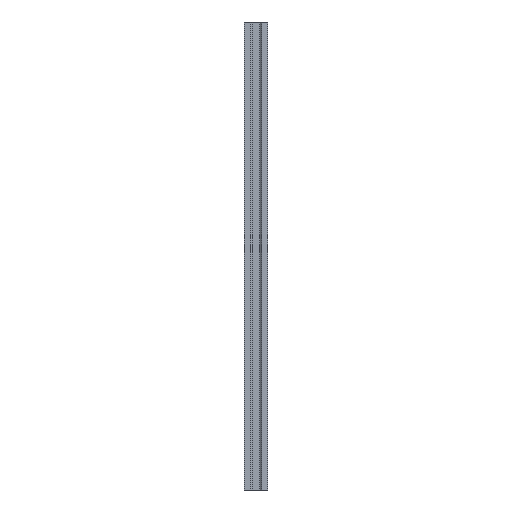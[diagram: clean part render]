
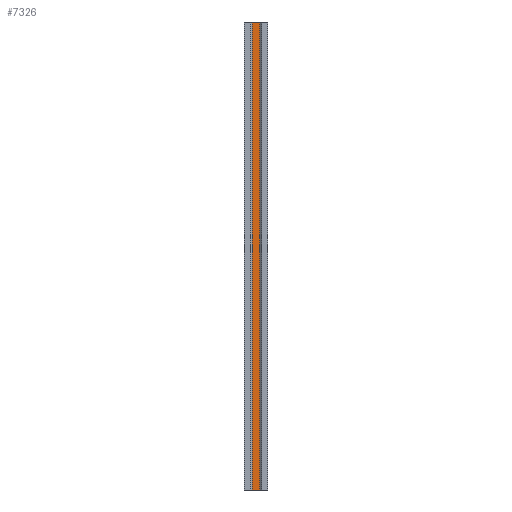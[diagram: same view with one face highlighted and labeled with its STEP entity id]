
A CAD part, left-side view. The second image highlights one B-rep face of the part: STEP entity #7326.
In plain terms, the highlighted planar face has unit normal (-1, 0, 0).
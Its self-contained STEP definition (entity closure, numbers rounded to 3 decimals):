
#44 = PLANE('',#45);
#45 = AXIS2_PLACEMENT_3D('',#46,#47,#48);
#46 = CARTESIAN_POINT('',(0.,0.,0.));
#47 = DIRECTION('',(0.,0.,1.));
#48 = DIRECTION('',(1.,0.,0.));
#288 = PLANE('',#289);
#289 = AXIS2_PLACEMENT_3D('',#290,#291,#292);
#290 = CARTESIAN_POINT('',(0.,0.,400.)
  );
#291 = DIRECTION('',(0.,0.,1.));
#292 = DIRECTION('',(1.,0.,0.));
#1736 = VERTEX_POINT('',#1737);
#1737 = CARTESIAN_POINT('',(-14.,3.,0.));
#1751 = PLANE('',#1752);
#1752 = AXIS2_PLACEMENT_3D('',#1753,#1754,#1755);
#1753 = CARTESIAN_POINT('',(-16.1,5.1,0.));
#1754 = DIRECTION('',(0.707,0.707,0.));
#1755 = DIRECTION('',(0.707,-0.707,0.));
#1763 = EDGE_CURVE('',#1736,#1764,#1766,.T.);
#1764 = VERTEX_POINT('',#1765);
#1765 = CARTESIAN_POINT('',(-14.,-3.,0.));
#1766 = SURFACE_CURVE('',#1767,(#1771,#1778),.PCURVE_S1.);
#1767 = LINE('',#1768,#1769);
#1768 = CARTESIAN_POINT('',(-14.,3.,0.));
#1769 = VECTOR('',#1770,1.);
#1770 = DIRECTION('',(0.,-1.,0.));
#1771 = PCURVE('',#44,#1772);
#1772 = DEFINITIONAL_REPRESENTATION('',(#1773),#1777);
#1773 = LINE('',#1774,#1775);
#1774 = CARTESIAN_POINT('',(-14.,3.));
#1775 = VECTOR('',#1776,1.);
#1776 = DIRECTION('',(0.,-1.));
#1777 = ( GEOMETRIC_REPRESENTATION_CONTEXT(2) 
PARAMETRIC_REPRESENTATION_CONTEXT() REPRESENTATION_CONTEXT('2D SPACE',''
  ) );
#1778 = PCURVE('',#1779,#1784);
#1779 = PLANE('',#1780);
#1780 = AXIS2_PLACEMENT_3D('',#1781,#1782,#1783);
#1781 = CARTESIAN_POINT('',(-14.,3.,0.));
#1782 = DIRECTION('',(1.,0.,0.));
#1783 = DIRECTION('',(0.,-1.,0.));
#1784 = DEFINITIONAL_REPRESENTATION('',(#1785),#1789);
#1785 = LINE('',#1786,#1787);
#1786 = CARTESIAN_POINT('',(0.,0.));
#1787 = VECTOR('',#1788,1.);
#1788 = DIRECTION('',(1.,0.));
#1789 = ( GEOMETRIC_REPRESENTATION_CONTEXT(2) 
PARAMETRIC_REPRESENTATION_CONTEXT() REPRESENTATION_CONTEXT('2D SPACE',''
  ) );
#1807 = PLANE('',#1808);
#1808 = AXIS2_PLACEMENT_3D('',#1809,#1810,#1811);
#1809 = CARTESIAN_POINT('',(-14.,-3.,0.));
#1810 = DIRECTION('',(0.707,-0.707,0.));
#1811 = DIRECTION('',(-0.707,-0.707,0.));
#3940 = VERTEX_POINT('',#3941);
#3941 = CARTESIAN_POINT('',(-14.,3.,400.));
#3962 = EDGE_CURVE('',#3940,#3963,#3965,.T.);
#3963 = VERTEX_POINT('',#3964);
#3964 = CARTESIAN_POINT('',(-14.,-3.,400.));
#3965 = SURFACE_CURVE('',#3966,(#3970,#3977),.PCURVE_S1.);
#3966 = LINE('',#3967,#3968);
#3967 = CARTESIAN_POINT('',(-14.,3.,400.));
#3968 = VECTOR('',#3969,1.);
#3969 = DIRECTION('',(0.,-1.,0.));
#3970 = PCURVE('',#288,#3971);
#3971 = DEFINITIONAL_REPRESENTATION('',(#3972),#3976);
#3972 = LINE('',#3973,#3974);
#3973 = CARTESIAN_POINT('',(-14.,3.));
#3974 = VECTOR('',#3975,1.);
#3975 = DIRECTION('',(0.,-1.));
#3976 = ( GEOMETRIC_REPRESENTATION_CONTEXT(2) 
PARAMETRIC_REPRESENTATION_CONTEXT() REPRESENTATION_CONTEXT('2D SPACE',''
  ) );
#3977 = PCURVE('',#1779,#3978);
#3978 = DEFINITIONAL_REPRESENTATION('',(#3979),#3983);
#3979 = LINE('',#3980,#3981);
#3980 = CARTESIAN_POINT('',(0.,-400.));
#3981 = VECTOR('',#3982,1.);
#3982 = DIRECTION('',(1.,0.));
#3983 = ( GEOMETRIC_REPRESENTATION_CONTEXT(2) 
PARAMETRIC_REPRESENTATION_CONTEXT() REPRESENTATION_CONTEXT('2D SPACE',''
  ) );
#7305 = EDGE_CURVE('',#1736,#3940,#7306,.T.);
#7306 = SURFACE_CURVE('',#7307,(#7311,#7318),.PCURVE_S1.);
#7307 = LINE('',#7308,#7309);
#7308 = CARTESIAN_POINT('',(-14.,3.,0.));
#7309 = VECTOR('',#7310,1.);
#7310 = DIRECTION('',(0.,0.,1.));
#7311 = PCURVE('',#1751,#7312);
#7312 = DEFINITIONAL_REPRESENTATION('',(#7313),#7317);
#7313 = LINE('',#7314,#7315);
#7314 = CARTESIAN_POINT('',(2.97,0.));
#7315 = VECTOR('',#7316,1.);
#7316 = DIRECTION('',(0.,-1.));
#7317 = ( GEOMETRIC_REPRESENTATION_CONTEXT(2) 
PARAMETRIC_REPRESENTATION_CONTEXT() REPRESENTATION_CONTEXT('2D SPACE',''
  ) );
#7318 = PCURVE('',#1779,#7319);
#7319 = DEFINITIONAL_REPRESENTATION('',(#7320),#7324);
#7320 = LINE('',#7321,#7322);
#7321 = CARTESIAN_POINT('',(0.,0.));
#7322 = VECTOR('',#7323,1.);
#7323 = DIRECTION('',(0.,-1.));
#7324 = ( GEOMETRIC_REPRESENTATION_CONTEXT(2) 
PARAMETRIC_REPRESENTATION_CONTEXT() REPRESENTATION_CONTEXT('2D SPACE',''
  ) );
#7326 = ADVANCED_FACE('',(#7327),#1779,.F.);
#7327 = FACE_BOUND('',#7328,.F.);
#7328 = EDGE_LOOP('',(#7329,#7330,#7331,#7352));
#7329 = ORIENTED_EDGE('',*,*,#7305,.T.);
#7330 = ORIENTED_EDGE('',*,*,#3962,.T.);
#7331 = ORIENTED_EDGE('',*,*,#7332,.F.);
#7332 = EDGE_CURVE('',#1764,#3963,#7333,.T.);
#7333 = SURFACE_CURVE('',#7334,(#7338,#7345),.PCURVE_S1.);
#7334 = LINE('',#7335,#7336);
#7335 = CARTESIAN_POINT('',(-14.,-3.,0.));
#7336 = VECTOR('',#7337,1.);
#7337 = DIRECTION('',(0.,0.,1.));
#7338 = PCURVE('',#1779,#7339);
#7339 = DEFINITIONAL_REPRESENTATION('',(#7340),#7344);
#7340 = LINE('',#7341,#7342);
#7341 = CARTESIAN_POINT('',(6.,0.));
#7342 = VECTOR('',#7343,1.);
#7343 = DIRECTION('',(0.,-1.));
#7344 = ( GEOMETRIC_REPRESENTATION_CONTEXT(2) 
PARAMETRIC_REPRESENTATION_CONTEXT() REPRESENTATION_CONTEXT('2D SPACE',''
  ) );
#7345 = PCURVE('',#1807,#7346);
#7346 = DEFINITIONAL_REPRESENTATION('',(#7347),#7351);
#7347 = LINE('',#7348,#7349);
#7348 = CARTESIAN_POINT('',(0.,0.));
#7349 = VECTOR('',#7350,1.);
#7350 = DIRECTION('',(0.,-1.));
#7351 = ( GEOMETRIC_REPRESENTATION_CONTEXT(2) 
PARAMETRIC_REPRESENTATION_CONTEXT() REPRESENTATION_CONTEXT('2D SPACE',''
  ) );
#7352 = ORIENTED_EDGE('',*,*,#1763,.F.);
